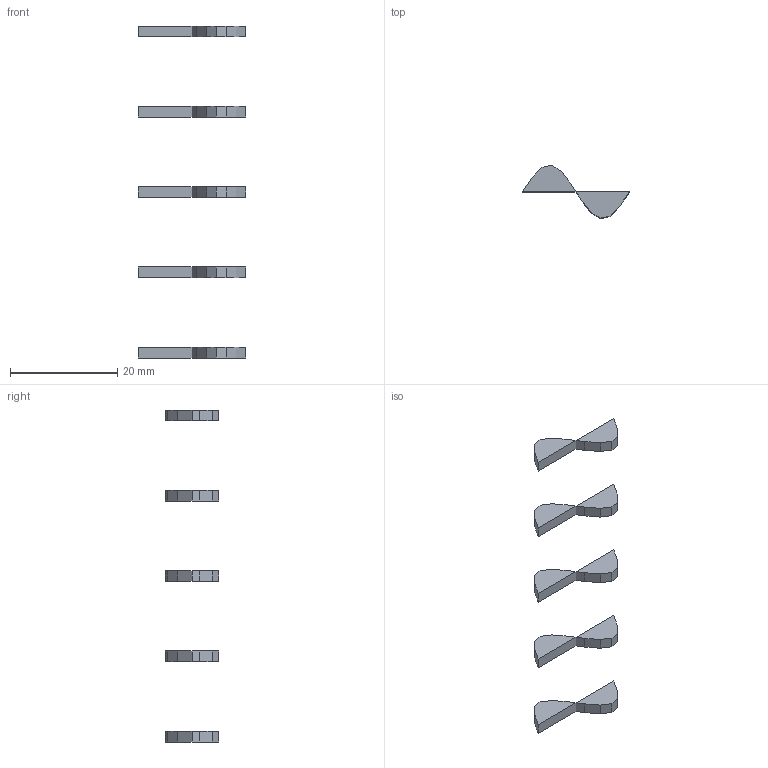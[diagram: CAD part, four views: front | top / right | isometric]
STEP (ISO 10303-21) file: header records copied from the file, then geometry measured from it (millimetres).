
FILE_DESCRIPTION(('Open CASCADE Model'),'2;1');
FILE_NAME('Open CASCADE Shape Model','2024-05-30T20:45:55',('Author'),( 'Open CASCADE'),'Open CASCADE STEP processor 7.7','Open CASCADE 7.7' ,'Unknown');
FILE_SCHEMA(('AUTOMOTIVE_DESIGN { 1 0 10303 214 1 1 1 1 }'));
Length unit declared in the file: millimetre
Products named in the file (6): Open CASCADE STEP translator 7.7 13; Open CASCADE STEP translator 7.7 13.1; Open CASCADE STEP translator 7.7 13.2; Open CASCADE STEP translator 7.7 13.3; Open CASCADE STEP translator 7.7 13.4; Open CASCADE STEP translator 7.7 13.5
Assembly tree (5 placements, depth 2):
  Open CASCADE STEP translator 7.7 13
    Open CASCADE STEP translator 7.7 13.1
    Open CASCADE STEP translator 7.7 13.2
    Open CASCADE STEP translator 7.7 13.3
    Open CASCADE STEP translator 7.7 13.4
    Open CASCADE STEP translator 7.7 13.5
Bounding box: 20 x 9.9 x 62 mm (x, y, z)
Volume: 0 mm3; surface area: 1110.2 mm2
Topology: 5 solids, 5 shells, 80 faces, 200 edges, 130 vertices
Faces by surface type: plane 80
Entity records: 4516 total; most frequent: CARTESIAN_POINT 736, DIRECTION 692, LINE 540, VECTOR 540, ORIENTED_EDGE 360, PCURVE 360, DEFINITIONAL_REPRESENTATION 360, EDGE_CURVE 180
